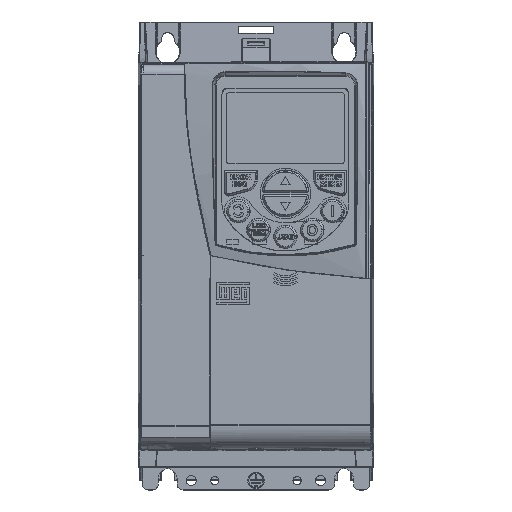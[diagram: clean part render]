
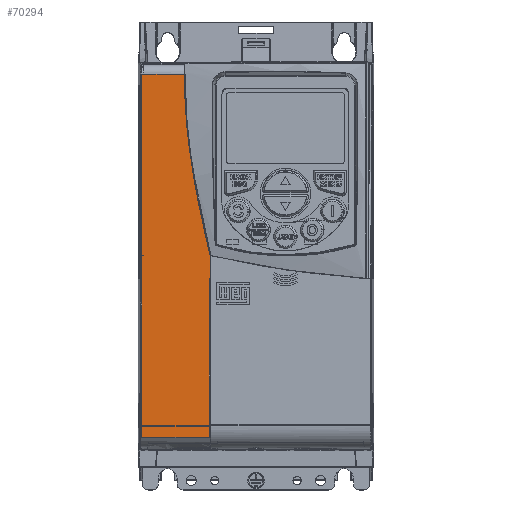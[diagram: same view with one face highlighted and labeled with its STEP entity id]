
A CAD part, top view. The second image highlights one B-rep face of the part: STEP entity #70294.
In plain terms, the highlighted planar face has unit normal (0, 0, 1).
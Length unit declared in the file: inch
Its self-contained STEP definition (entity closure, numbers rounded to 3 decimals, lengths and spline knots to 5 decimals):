
#1295 = LINE ( 'NONE', #136231, #75952 ) ;
#2253 = DIRECTION ( 'NONE',  ( 0., 1., 0. ) ) ;
#4948 = VECTOR ( 'NONE', #93144, 39.37008 ) ;
#7542 = LINE ( 'NONE', #88547, #62990 ) ;
#8379 = ORIENTED_EDGE ( 'NONE', *, *, #140977, .F. ) ;
#11022 = VECTOR ( 'NONE', #83221, 39.37008 ) ;
#13755 = VERTEX_POINT ( 'NONE', #114904 ) ;
#16098 = DIRECTION ( 'NONE',  ( 1., 0., 0. ) ) ;
#16427 = ORIENTED_EDGE ( 'NONE', *, *, #148751, .T. ) ;
#19672 = CARTESIAN_POINT ( 'NONE',  ( -1.56215, 2.76021, 2.3622 ) ) ;
#20365 = VECTOR ( 'NONE', #139939, 39.37008 ) ;
#22653 = CARTESIAN_POINT ( 'NONE',  ( -1.91566, -0.28267, 2.3622 ) ) ;
#23397 = DIRECTION ( 'NONE',  ( 1., 0., 0. ) ) ;
#28512 = VECTOR ( 'NONE', #16098, 39.37008 ) ;
#29485 = DIRECTION ( 'NONE',  ( 1., 0., 0. ) ) ;
#31930 = DIRECTION ( 'NONE',  ( 1., 0., 0. ) ) ;
#32530 = EDGE_CURVE ( 'NONE', #114332, #157206, #56607, .T. ) ;
#35061 = DIRECTION ( 'NONE',  ( 0., -1., 0. ) ) ;
#39629 = VERTEX_POINT ( 'NONE', #75534 ) ;
#40398 = VERTEX_POINT ( 'NONE', #141582 ) ;
#41002 = EDGE_CURVE ( 'NONE', #52348, #94653, #122643, .T. ) ;
#41538 = CARTESIAN_POINT ( 'NONE',  ( -1.91566, 2.76021, 2.3622 ) ) ;
#43792 = VECTOR ( 'NONE', #31930, 39.37008 ) ;
#46003 = CARTESIAN_POINT ( 'NONE',  ( -1.18243, 2.18648, 2.3622 ) ) ;
#47200 = FACE_OUTER_BOUND ( 'NONE', #128543, .T. ) ;
#47296 = EDGE_CURVE ( 'NONE', #71051, #13755, #96946, .T. ) ;
#49744 = AXIS2_PLACEMENT_3D ( 'NONE', #106633, #114554, #29485 ) ;
#50103 = CARTESIAN_POINT ( 'NONE',  ( 20.07368, 4.82409, 2.3622 ) ) ;
#51291 = CARTESIAN_POINT ( 'NONE',  ( -1.19889, 2.75318, 2.3622 ) ) ;
#52348 = VERTEX_POINT ( 'NONE', #139786 ) ;
#52910 = LINE ( 'NONE', #55957, #20365 ) ;
#54526 = CARTESIAN_POINT ( 'NONE',  ( -1.97296, -3.32045, 2.3622 ) ) ;
#54997 = CARTESIAN_POINT ( 'NONE',  ( -0.76703, -0.27675, 2.3622 ) ) ;
#55957 = CARTESIAN_POINT ( 'NONE',  ( -0.78655, -0.07675, 2.3622 ) ) ;
#56530 = ORIENTED_EDGE ( 'NONE', *, *, #73179, .F. ) ;
#56591 = CIRCLE ( 'NONE', #114492, 21.45586 ) ;
#56607 = LINE ( 'NONE', #19672, #133181 ) ;
#56785 = CARTESIAN_POINT ( 'NONE',  ( -1.14616, 1.74424, 2.3622 ) ) ;
#57523 = ORIENTED_EDGE ( 'NONE', *, *, #32530, .F. ) ;
#58540 = ORIENTED_EDGE ( 'NONE', *, *, #115116, .T. ) ;
#58619 = CARTESIAN_POINT ( 'NONE',  ( -1.97296, 2.76021, 2.3622 ) ) ;
#59607 = EDGE_CURVE ( 'NONE', #52348, #71051, #149029, .T. ) ;
#61066 = LINE ( 'NONE', #115033, #28512 ) ;
#61240 = ORIENTED_EDGE ( 'NONE', *, *, #114626, .F. ) ;
#62990 = VECTOR ( 'NONE', #90674, 39.37008 ) ;
#63593 = LINE ( 'NONE', #120696, #107636 ) ;
#64841 = VERTEX_POINT ( 'NONE', #51291 ) ;
#66179 = CARTESIAN_POINT ( 'NONE',  ( -1.19893, 2.75318, 2.3622 ) ) ;
#66971 = ORIENTED_EDGE ( 'NONE', *, *, #152686, .F. ) ;
#66998 = CARTESIAN_POINT ( 'NONE',  ( -1.91566, -0.27745, 2.3622 ) ) ;
#67022 = EDGE_CURVE ( 'NONE', #108397, #130602, #7542, .T. ) ;
#67472 = CARTESIAN_POINT ( 'NONE',  ( -1.91566, -0.28267, 2.3622 ) ) ;
#69553 = CARTESIAN_POINT ( 'NONE',  ( -1.09018, 1.30405, 2.3622 ) ) ;
#70294 = ADVANCED_FACE ( 'NONE', ( #47200 ), #81391, .T. ) ;
#71051 = VERTEX_POINT ( 'NONE', #124346 ) ;
#71131 = CARTESIAN_POINT ( 'NONE',  ( -1.06717, 1.15797, 2.3622 ) ) ;
#72258 = VECTOR ( 'NONE', #35061, 39.37008 ) ;
#73179 = EDGE_CURVE ( 'NONE', #40398, #103475, #63593, .T. ) ;
#75534 = CARTESIAN_POINT ( 'NONE',  ( -0.76638, -0.66024, 2.3622 ) ) ;
#75952 = VECTOR ( 'NONE', #86020, 39.37008 ) ;
#77507 = ORIENTED_EDGE ( 'NONE', *, *, #67022, .T. ) ;
#79686 = DIRECTION ( 'NONE',  ( 1., 0., 0. ) ) ;
#80892 = VERTEX_POINT ( 'NONE', #117866 ) ;
#81391 = PLANE ( 'NONE',  #49744 ) ;
#82297 = CARTESIAN_POINT ( 'NONE',  ( -0.76638, -0.2835, 2.3622 ) ) ;
#83221 = DIRECTION ( 'NONE',  ( 1., 0., 0. ) ) ;
#83508 = CARTESIAN_POINT ( 'NONE',  ( -1.17253, 2.03883, 2.3622 ) ) ;
#86020 = DIRECTION ( 'NONE',  ( 0., -1., 0. ) ) ;
#86337 = CARTESIAN_POINT ( 'NONE',  ( -1.91566, -3.54331, 2.3622 ) ) ;
#88547 = CARTESIAN_POINT ( 'NONE',  ( -0.76772, -0.27745, 2.3622 ) ) ;
#90174 = VECTOR ( 'NONE', #120533, 39.37008 ) ;
#90674 = DIRECTION ( 'NONE',  ( 1., 0., 0. ) ) ;
#93144 = DIRECTION ( 'NONE',  ( 0., 1., 0. ) ) ;
#93325 = LINE ( 'NONE', #58619, #11022 ) ;
#94180 = CARTESIAN_POINT ( 'NONE',  ( -0.77881, -0.28267, 2.3622 ) ) ;
#94653 = VERTEX_POINT ( 'NONE', #67472 ) ;
#95290 = CARTESIAN_POINT ( 'NONE',  ( -1.12968, 1.59721, 2.3622 ) ) ;
#95997 = CARTESIAN_POINT ( 'NONE',  ( -1.87726, -0.27745, 2.3622 ) ) ;
#96946 = LINE ( 'NONE', #94180, #4948 ) ;
#97215 = DIRECTION ( 'NONE',  ( 0., -1., 0. ) ) ;
#99650 = DIRECTION ( 'NONE',  ( 1., 0., 0. ) ) ;
#101940 = ORIENTED_EDGE ( 'NONE', *, *, #149434, .F. ) ;
#103475 = VERTEX_POINT ( 'NONE', #66179 ) ;
#103573 = ORIENTED_EDGE ( 'NONE', *, *, #119499, .T. ) ;
#106633 = CARTESIAN_POINT ( 'NONE',  ( -1.9685, -3.54331, 2.3622 ) ) ;
#107464 = EDGE_CURVE ( 'NONE', #108397, #114332, #122085, .T. ) ;
#107636 = VECTOR ( 'NONE', #97215, 39.37008 ) ;
#108348 = CARTESIAN_POINT ( 'NONE',  ( -0.76638, 0., 2.3622 ) ) ;
#108397 = VERTEX_POINT ( 'NONE', #66998 ) ;
#109040 = VERTEX_POINT ( 'NONE', #82297 ) ;
#112407 = CARTESIAN_POINT ( 'NONE',  ( -1.04089, 1.01239, 2.3622 ) ) ;
#113354 = VECTOR ( 'NONE', #99650, 39.37008 ) ;
#114332 = VERTEX_POINT ( 'NONE', #41538 ) ;
#114492 = AXIS2_PLACEMENT_3D ( 'NONE', #50103, #122333, #135703 ) ;
#114554 = DIRECTION ( 'NONE',  ( 0., 0., 1. ) ) ;
#114626 = EDGE_CURVE ( 'NONE', #157206, #40398, #93325, .T. ) ;
#114887 = CARTESIAN_POINT ( 'NONE',  ( -1.94476, -0.28267, 2.3622 ) ) ;
#114904 = CARTESIAN_POINT ( 'NONE',  ( -0.77881, -0.66024, 2.3622 ) ) ;
#115033 = CARTESIAN_POINT ( 'NONE',  ( 0., -0.66024, 2.3622 ) ) ;
#115116 = EDGE_CURVE ( 'NONE', #130602, #80892, #1295, .T. ) ;
#115646 = CARTESIAN_POINT ( 'NONE',  ( -1.19889, 2.75318, 2.3622 ) ) ;
#117866 = CARTESIAN_POINT ( 'NONE',  ( -1.87726, -0.28267, 2.3622 ) ) ;
#118510 = ORIENTED_EDGE ( 'NONE', *, *, #41002, .F. ) ;
#118755 = VERTEX_POINT ( 'NONE', #54997 ) ;
#119099 = ORIENTED_EDGE ( 'NONE', *, *, #47296, .T. ) ;
#119499 = EDGE_CURVE ( 'NONE', #109040, #118755, #52910, .T. ) ;
#120533 = DIRECTION ( 'NONE',  ( 0., 1., 0. ) ) ;
#120696 = CARTESIAN_POINT ( 'NONE',  ( -1.19893, 0., 2.3622 ) ) ;
#121541 = LINE ( 'NONE', #123709, #113354 ) ;
#122085 = LINE ( 'NONE', #86337, #148858 ) ;
#122333 = DIRECTION ( 'NONE',  ( 0., 0., 1. ) ) ;
#122643 = LINE ( 'NONE', #22653, #90174 ) ;
#123709 = CARTESIAN_POINT ( 'NONE',  ( 0., 2.75318, 2.3622 ) ) ;
#124346 = CARTESIAN_POINT ( 'NONE',  ( -0.77881, -3.32045, 2.3622 ) ) ;
#124419 = CARTESIAN_POINT ( 'NONE',  ( -1.87726, 2.76021, 2.3622 ) ) ;
#127492 = B_SPLINE_CURVE_WITH_KNOTS ( 'NONE', 3,
 ( #115646, #127922, #152588, #46003, #83508, #56785, #95290, #69553, #71131, #155184 ),
 .UNSPECIFIED., .F., .F.,
 ( 4, 2, 2, 2, 4 ),
 ( 0.01378, 0.25, 0.5, 0.75, 1. ),
 .UNSPECIFIED. ) ;
#127922 = CARTESIAN_POINT ( 'NONE',  ( -1.19855, 2.61342, 2.3622 ) ) ;
#128543 = EDGE_LOOP ( 'NONE', ( #118510, #153372, #119099, #16427, #101940, #103573, #8379, #66971, #144600, #56530, #61240, #57523, #129070, #77507, #58540, #137245 ) ) ;
#129070 = ORIENTED_EDGE ( 'NONE', *, *, #107464, .F. ) ;
#130602 = VERTEX_POINT ( 'NONE', #95997 ) ;
#133181 = VECTOR ( 'NONE', #23397, 39.37008 ) ;
#135703 = DIRECTION ( 'NONE',  ( 1., 0., 0. ) ) ;
#135880 = VERTEX_POINT ( 'NONE', #112407 ) ;
#136231 = CARTESIAN_POINT ( 'NONE',  ( -1.87726, 0., 2.3622 ) ) ;
#137245 = ORIENTED_EDGE ( 'NONE', *, *, #138493, .F. ) ;
#138493 = EDGE_CURVE ( 'NONE', #94653, #80892, #141446, .T. ) ;
#139786 = CARTESIAN_POINT ( 'NONE',  ( -1.91566, -3.32045, 2.3622 ) ) ;
#139939 = DIRECTION ( 'NONE',  ( -0.097, 0.995, 0. ) ) ;
#140977 = EDGE_CURVE ( 'NONE', #135880, #118755, #56591, .T. ) ;
#141446 = LINE ( 'NONE', #114887, #43792 ) ;
#141582 = CARTESIAN_POINT ( 'NONE',  ( -1.19893, 2.76021, 2.3622 ) ) ;
#144600 = ORIENTED_EDGE ( 'NONE', *, *, #154440, .F. ) ;
#148751 = EDGE_CURVE ( 'NONE', #13755, #39629, #61066, .T. ) ;
#148858 = VECTOR ( 'NONE', #2253, 39.37008 ) ;
#149029 = LINE ( 'NONE', #54526, #150879 ) ;
#149434 = EDGE_CURVE ( 'NONE', #109040, #39629, #158410, .T. ) ;
#150879 = VECTOR ( 'NONE', #79686, 39.37008 ) ;
#152588 = CARTESIAN_POINT ( 'NONE',  ( -1.19526, 2.47375, 2.3622 ) ) ;
#152686 = EDGE_CURVE ( 'NONE', #64841, #135880, #127492, .T. ) ;
#153372 = ORIENTED_EDGE ( 'NONE', *, *, #59607, .T. ) ;
#154440 = EDGE_CURVE ( 'NONE', #103475, #64841, #121541, .T. ) ;
#155184 = CARTESIAN_POINT ( 'NONE',  ( -1.04089, 1.01239, 2.3622 ) ) ;
#157206 = VERTEX_POINT ( 'NONE', #124419 ) ;
#158410 = LINE ( 'NONE', #108348, #72258 ) ;
